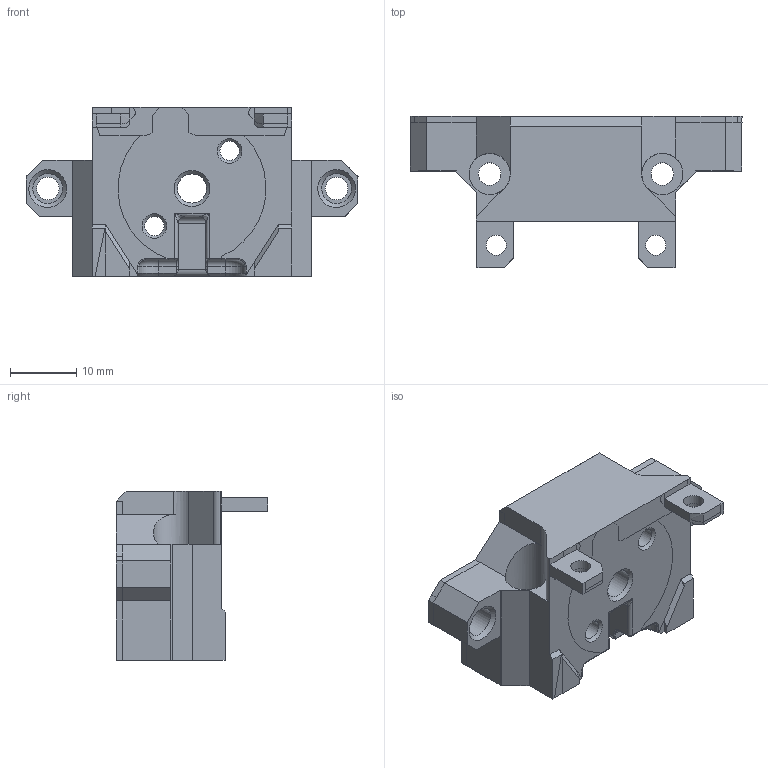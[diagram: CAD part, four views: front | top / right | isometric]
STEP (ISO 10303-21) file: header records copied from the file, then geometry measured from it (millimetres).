
FILE_DESCRIPTION(/* description */ (''),/* implementation_level */ '2;1');
FILE_NAME(/* name */ 'Lollipop Mount r2.step',/* time_stamp */ '2022-11-14T14:22:27-07:00',/* author */ (''),/* organization */ (''),/* preprocessor_version */ 'ST-DEVELOPER v19.2',/* originating_system */ 'Autodesk Translation Framework v11.17.0.187',/* authorisation */ '');
FILE_SCHEMA (('AUTOMOTIVE_DESIGN { 1 0 10303 214 3 1 1 }'));
Length unit declared in the file: millimetre
Products named in the file (2): Naked Sherpa Mantis; Sherpa Extruder Front Plate v1
Assembly tree (1 placements, depth 2):
  Naked Sherpa Mantis
    Sherpa Extruder Front Plate v1
Bounding box: 50 x 22.85 x 25.53 mm (x, y, z)
Volume: 11298.7 mm3; surface area: 5445.5 mm2
Topology: 1 solids, 3 shells, 219 faces, 599 edges, 386 vertices
Faces by surface type: plane 134, cylinder 52, bspline 18, cone 9, torus 6
Full cylindrical faces by diameter (mm): 2.9 x2, 3 x4, 3.4 x4, 4.4 x1, 4.5 x2, 5.7 x2, 6.196 x1, 6.213 x1
Entity records: 7827 total; most frequent: CARTESIAN_POINT 2167, ORIENTED_EDGE 1200, DIRECTION 1130, EDGE_CURVE 600, LINE 416, VECTOR 416, VERTEX_POINT 389, AXIS2_PLACEMENT_3D 357
